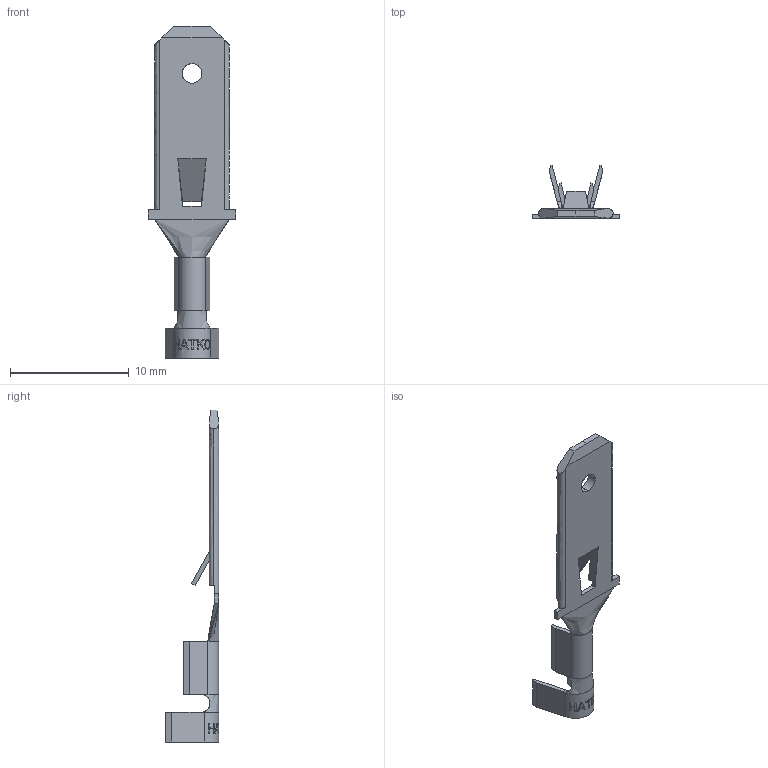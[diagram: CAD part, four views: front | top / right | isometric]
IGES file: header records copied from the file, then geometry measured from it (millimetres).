
Start section: SolidWorks IGES file using analytic representation for surfaces
Global section: file name: 015-SF1EU1K.IGS; native system: SolidWorks 2016; preprocessor: SolidWorks 2016; author: kadir; date: 161105.105420; units: millimetre
Bounding box: 7.4 x 4.5 x 28 mm (x, y, z)
Surface area: 410.5 mm2 (no closed solid volume)
Topology: 0 solids, 0 shells, 138 faces, 1059 edges, 1059 vertices
Faces by surface type: bspline 120, revolution 18
